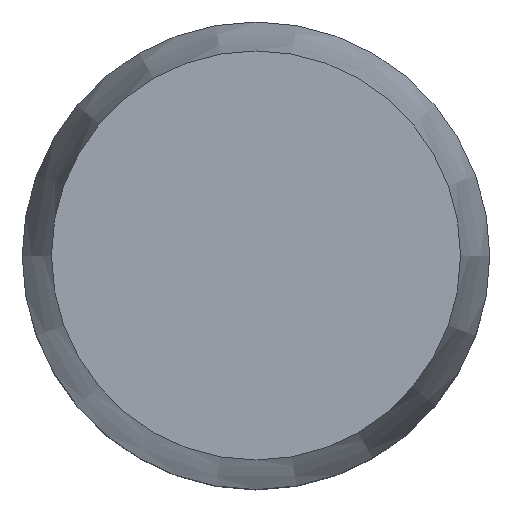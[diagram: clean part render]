
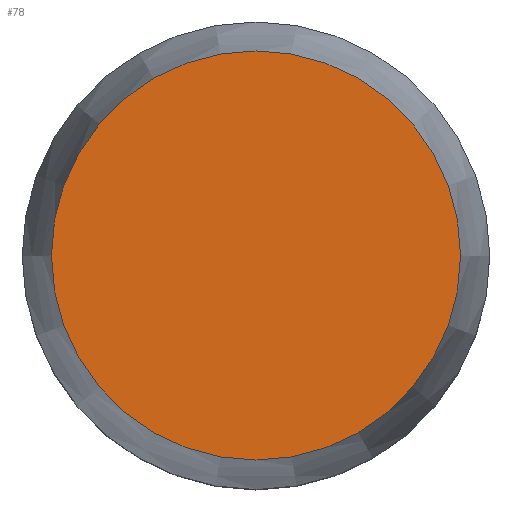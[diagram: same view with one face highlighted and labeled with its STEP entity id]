
A CAD part, top view. The second image highlights one B-rep face of the part: STEP entity #78.
In plain terms, the highlighted planar face has unit normal (0, 0, 1).
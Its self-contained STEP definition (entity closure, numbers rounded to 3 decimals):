
#53=CARTESIAN_POINT('',(0.,0.,116.5));
#54=DIRECTION('',(0.,0.,1.));
#55=DIRECTION('',(1.,0.,0.));
#56=AXIS2_PLACEMENT_3D('',#53,#54,#55);
#57=PLANE('',#56);
#58=CARTESIAN_POINT('',(14.,0.,116.5));
#59=VERTEX_POINT('',#58);
#60=CARTESIAN_POINT('',(-14.,0.,116.5));
#61=VERTEX_POINT('',#60);
#62=CARTESIAN_POINT('',(0.,0.,116.5));
#63=DIRECTION('',(0.,0.,1.));
#64=DIRECTION('',(1.,0.,-0.));
#65=AXIS2_PLACEMENT_3D('',#62,#63,#64);
#66=CIRCLE('',#65,14.);
#67=EDGE_CURVE('',#59,#61,#66,.T.);
#68=ORIENTED_EDGE('',*,*,#67,.T.);
#69=CARTESIAN_POINT('',(0.,0.,116.5));
#70=DIRECTION('',(0.,0.,1.));
#71=DIRECTION('',(1.,0.,-0.));
#72=AXIS2_PLACEMENT_3D('',#69,#70,#71);
#73=CIRCLE('',#72,14.);
#74=EDGE_CURVE('',#61,#59,#73,.T.);
#75=ORIENTED_EDGE('',*,*,#74,.T.);
#76=EDGE_LOOP('',(#68,#75));
#77=FACE_BOUND('',#76,.T.);
#78=ADVANCED_FACE('',(#77),#57,.T.);
